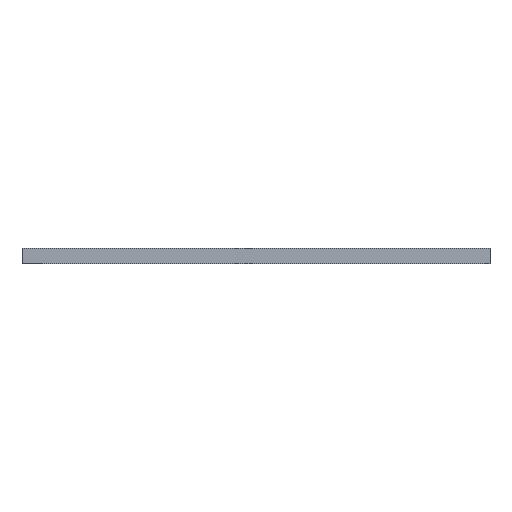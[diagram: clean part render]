
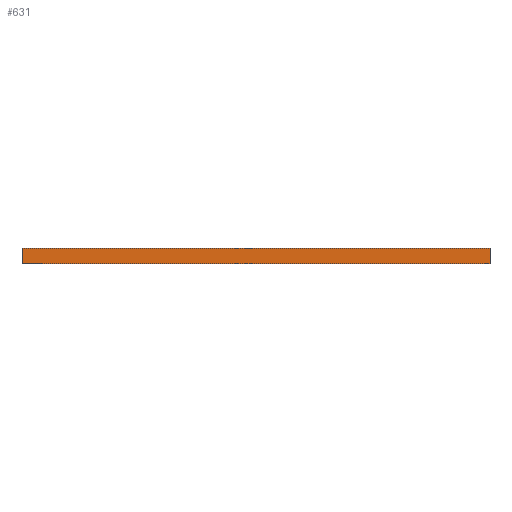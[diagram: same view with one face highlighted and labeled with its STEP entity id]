
A CAD part, left-side view. The second image highlights one B-rep face of the part: STEP entity #631.
In plain terms, the highlighted planar face has unit normal (-1, 0, 0).
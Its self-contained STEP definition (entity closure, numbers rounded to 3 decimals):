
#145=FACE_OUTER_BOUND('',#167,.T.);
#167=EDGE_LOOP('',(#447,#448,#449,#450));
#224=LINE('',#967,#252);
#226=LINE('',#971,#254);
#227=LINE('',#973,#255);
#228=LINE('',#974,#256);
#252=VECTOR('',#762,10.);
#254=VECTOR('',#766,300.);
#255=VECTOR('',#767,10.);
#256=VECTOR('',#768,300.);
#279=VERTEX_POINT('',#964);
#280=VERTEX_POINT('',#966);
#281=VERTEX_POINT('',#970);
#282=VERTEX_POINT('',#972);
#352=EDGE_CURVE('',#280,#279,#224,.T.);
#354=EDGE_CURVE('',#279,#281,#226,.T.);
#355=EDGE_CURVE('',#282,#281,#227,.T.);
#356=EDGE_CURVE('',#280,#282,#228,.T.);
#447=ORIENTED_EDGE('',*,*,#354,.T.);
#448=ORIENTED_EDGE('',*,*,#355,.F.);
#449=ORIENTED_EDGE('',*,*,#356,.F.);
#450=ORIENTED_EDGE('',*,*,#352,.T.);
#625=PLANE('',#667);
#631=ADVANCED_FACE('',(#145),#625,.F.);
#667=AXIS2_PLACEMENT_3D('',#969,#764,#765);
#762=DIRECTION('',(0.,0.,-1.));
#764=DIRECTION('center_axis',(1.,0.,0.));
#765=DIRECTION('ref_axis',(0.,0.,-1.));
#766=DIRECTION('',(0.,-1.,0.));
#767=DIRECTION('',(0.,0.,-1.));
#768=DIRECTION('',(0.,-1.,0.));
#964=CARTESIAN_POINT('',(-150.,150.,0.));
#966=CARTESIAN_POINT('',(-150.,150.,10.));
#967=CARTESIAN_POINT('',(-150.,150.,10.));
#969=CARTESIAN_POINT('Origin',(-150.,-150.,10.));
#970=CARTESIAN_POINT('',(-150.,-150.,0.));
#971=CARTESIAN_POINT('',(-150.,150.,0.));
#972=CARTESIAN_POINT('',(-150.,-150.,10.));
#973=CARTESIAN_POINT('',(-150.,-150.,10.));
#974=CARTESIAN_POINT('',(-150.,150.,10.));
